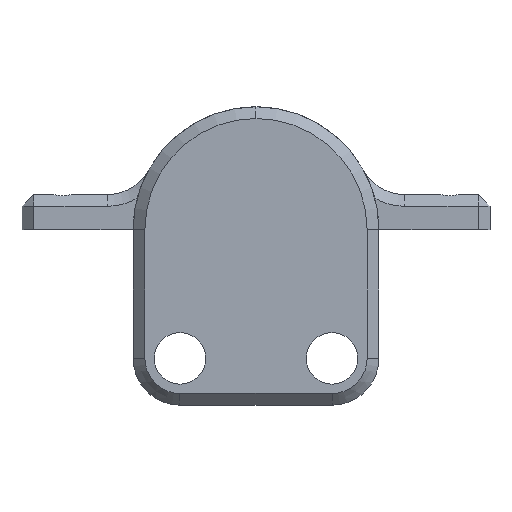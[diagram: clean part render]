
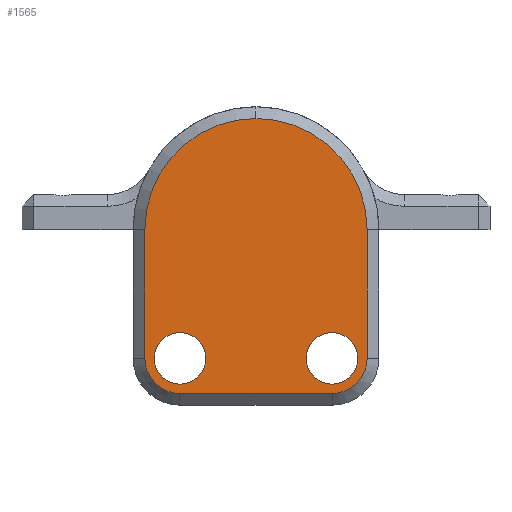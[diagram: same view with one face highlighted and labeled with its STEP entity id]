
A CAD part, front view. The second image highlights one B-rep face of the part: STEP entity #1565.
In plain terms, the highlighted planar face has unit normal (0, -1, 0).
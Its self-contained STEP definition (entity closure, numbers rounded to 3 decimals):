
#9 = FACE_BOUND ( 'NONE', #672, .T. ) ;
#13 = VERTEX_POINT ( 'NONE', #1389 ) ;
#78 = DIRECTION ( 'NONE',  ( 0., 0., -1. ) ) ;
#84 = CIRCLE ( 'NONE', #1175, 9.5 ) ;
#94 = EDGE_LOOP ( 'NONE', ( #266, #487 ) ) ;
#116 = LINE ( 'NONE', #1379, #1623 ) ;
#117 = CARTESIAN_POINT ( 'NONE',  ( -6.5, -4.575, -13.2 ) ) ;
#122 = AXIS2_PLACEMENT_3D ( 'NONE', #361, #967, #1130 ) ;
#159 = FACE_OUTER_BOUND ( 'NONE', #531, .T. ) ;
#172 = LINE ( 'NONE', #314, #1833 ) ;
#177 = CARTESIAN_POINT ( 'NONE',  ( 9.5, -4.575, 0. ) ) ;
#190 = DIRECTION ( 'NONE',  ( 0., -1., 0. ) ) ;
#197 = CARTESIAN_POINT ( 'NONE',  ( 0., -4.575, 9.5 ) ) ;
#266 = ORIENTED_EDGE ( 'NONE', *, *, #1359, .F. ) ;
#287 = CARTESIAN_POINT ( 'NONE',  ( -9.5, -4.575, -11. ) ) ;
#300 = ORIENTED_EDGE ( 'NONE', *, *, #339, .T. ) ;
#309 = CARTESIAN_POINT ( 'NONE',  ( 0., -4.575, 0. ) ) ;
#310 = ORIENTED_EDGE ( 'NONE', *, *, #1240, .T. ) ;
#314 = CARTESIAN_POINT ( 'NONE',  ( 9.5, -4.575, 0. ) ) ;
#322 = FACE_BOUND ( 'NONE', #94, .T. ) ;
#329 = VERTEX_POINT ( 'NONE', #428 ) ;
#339 = EDGE_CURVE ( 'NONE', #849, #395, #116, .T. ) ;
#341 = CARTESIAN_POINT ( 'NONE',  ( -6.5, -4.575, -11. ) ) ;
#348 = CARTESIAN_POINT ( 'NONE',  ( 6.5, -4.575, -8.8 ) ) ;
#361 = CARTESIAN_POINT ( 'NONE',  ( -6.5, -4.575, -11. ) ) ;
#395 = VERTEX_POINT ( 'NONE', #287 ) ;
#428 = CARTESIAN_POINT ( 'NONE',  ( -6.5, -4.575, -8.8 ) ) ;
#470 = CARTESIAN_POINT ( 'NONE',  ( -9.5, -4.575, 0. ) ) ;
#477 = CARTESIAN_POINT ( 'NONE',  ( 6.5, -4.575, -11. ) ) ;
#487 = ORIENTED_EDGE ( 'NONE', *, *, #534, .F. ) ;
#489 = DIRECTION ( 'NONE',  ( 0., 0., -1. ) ) ;
#500 = DIRECTION ( 'NONE',  ( 0., -1., 0. ) ) ;
#531 = EDGE_LOOP ( 'NONE', ( #1005, #656, #310, #1274, #1512, #1163, #300 ) ) ;
#534 = EDGE_CURVE ( 'NONE', #329, #1493, #1377, .T. ) ;
#583 = EDGE_CURVE ( 'NONE', #395, #1577, #1479, .T. ) ;
#606 = CIRCLE ( 'NONE', #635, 2.2 ) ;
#612 = CARTESIAN_POINT ( 'NONE',  ( 6.5, -4.575, -11. ) ) ;
#614 = DIRECTION ( 'NONE',  ( 0., 0., -1. ) ) ;
#635 = AXIS2_PLACEMENT_3D ( 'NONE', #1783, #1638, #848 ) ;
#655 = EDGE_CURVE ( 'NONE', #1577, #13, #1187, .T. ) ;
#656 = ORIENTED_EDGE ( 'NONE', *, *, #655, .T. ) ;
#670 = CARTESIAN_POINT ( 'NONE',  ( 6.5, -4.575, -13.2 ) ) ;
#672 = EDGE_LOOP ( 'NONE', ( #1192, #760 ) ) ;
#681 = DIRECTION ( 'NONE',  ( 0., -1., 0. ) ) ;
#749 = AXIS2_PLACEMENT_3D ( 'NONE', #1126, #2032, #614 ) ;
#760 = ORIENTED_EDGE ( 'NONE', *, *, #1578, .F. ) ;
#764 = VECTOR ( 'NONE', #866, 1000. ) ;
#767 = CIRCLE ( 'NONE', #906, 2.2 ) ;
#782 = DIRECTION ( 'NONE',  ( 0., 0., 1. ) ) ;
#798 = EDGE_CURVE ( 'NONE', #1723, #1586, #172, .T. ) ;
#845 = CARTESIAN_POINT ( 'NONE',  ( 9.5, -4.575, -11. ) ) ;
#848 = DIRECTION ( 'NONE',  ( 0., 0., -1. ) ) ;
#849 = VERTEX_POINT ( 'NONE', #470 ) ;
#855 = CIRCLE ( 'NONE', #1842, 3. ) ;
#866 = DIRECTION ( 'NONE',  ( 1., 0., 0. ) ) ;
#878 = EDGE_CURVE ( 'NONE', #1732, #849, #84, .T. ) ;
#906 = AXIS2_PLACEMENT_3D ( 'NONE', #612, #1740, #921 ) ;
#921 = DIRECTION ( 'NONE',  ( 0., 0., -1. ) ) ;
#944 = CARTESIAN_POINT ( 'NONE',  ( -6.5, -4.575, -14. ) ) ;
#967 = DIRECTION ( 'NONE',  ( 0., -1., 0. ) ) ;
#1005 = ORIENTED_EDGE ( 'NONE', *, *, #583, .T. ) ;
#1099 = PLANE ( 'NONE',  #1303 ) ;
#1114 = CIRCLE ( 'NONE', #749, 2.2 ) ;
#1126 = CARTESIAN_POINT ( 'NONE',  ( 6.5, -4.575, -11. ) ) ;
#1130 = DIRECTION ( 'NONE',  ( 0., 0., -1. ) ) ;
#1133 = DIRECTION ( 'NONE',  ( 0., 0., -1. ) ) ;
#1163 = ORIENTED_EDGE ( 'NONE', *, *, #878, .T. ) ;
#1170 = DIRECTION ( 'NONE',  ( 0., 0., -1. ) ) ;
#1175 = AXIS2_PLACEMENT_3D ( 'NONE', #1962, #681, #1170 ) ;
#1187 = LINE ( 'NONE', #1193, #764 ) ;
#1192 = ORIENTED_EDGE ( 'NONE', *, *, #1269, .F. ) ;
#1193 = CARTESIAN_POINT ( 'NONE',  ( 6.5, -4.575, -14. ) ) ;
#1218 = CIRCLE ( 'NONE', #1938, 9.5 ) ;
#1240 = EDGE_CURVE ( 'NONE', #13, #1723, #855, .T. ) ;
#1255 = DIRECTION ( 'NONE',  ( 0., -1., 0. ) ) ;
#1269 = EDGE_CURVE ( 'NONE', #2014, #2045, #1114, .T. ) ;
#1274 = ORIENTED_EDGE ( 'NONE', *, *, #798, .T. ) ;
#1303 = AXIS2_PLACEMENT_3D ( 'NONE', #309, #1255, #489 ) ;
#1327 = EDGE_CURVE ( 'NONE', #1586, #1732, #1218, .T. ) ;
#1359 = EDGE_CURVE ( 'NONE', #1493, #329, #606, .T. ) ;
#1377 = CIRCLE ( 'NONE', #122, 2.2 ) ;
#1379 = CARTESIAN_POINT ( 'NONE',  ( -9.5, -4.575, -11. ) ) ;
#1389 = CARTESIAN_POINT ( 'NONE',  ( 6.5, -4.575, -14. ) ) ;
#1400 = DIRECTION ( 'NONE',  ( 0., -1., 0. ) ) ;
#1479 = CIRCLE ( 'NONE', #1739, 3. ) ;
#1493 = VERTEX_POINT ( 'NONE', #117 ) ;
#1512 = ORIENTED_EDGE ( 'NONE', *, *, #1327, .T. ) ;
#1548 = DIRECTION ( 'NONE',  ( 0., 0., -1. ) ) ;
#1565 = ADVANCED_FACE ( 'NONE', ( #159, #322, #9 ), #1099, .T. ) ;
#1577 = VERTEX_POINT ( 'NONE', #944 ) ;
#1578 = EDGE_CURVE ( 'NONE', #2045, #2014, #767, .T. ) ;
#1586 = VERTEX_POINT ( 'NONE', #177 ) ;
#1623 = VECTOR ( 'NONE', #78, 1000. ) ;
#1638 = DIRECTION ( 'NONE',  ( 0., -1., 0. ) ) ;
#1723 = VERTEX_POINT ( 'NONE', #845 ) ;
#1732 = VERTEX_POINT ( 'NONE', #197 ) ;
#1739 = AXIS2_PLACEMENT_3D ( 'NONE', #341, #500, #1790 ) ;
#1740 = DIRECTION ( 'NONE',  ( 0., -1., 0. ) ) ;
#1774 = CARTESIAN_POINT ( 'NONE',  ( 0., -4.575, 0. ) ) ;
#1783 = CARTESIAN_POINT ( 'NONE',  ( -6.5, -4.575, -11. ) ) ;
#1790 = DIRECTION ( 'NONE',  ( 0., 0., -1. ) ) ;
#1833 = VECTOR ( 'NONE', #782, 1000. ) ;
#1842 = AXIS2_PLACEMENT_3D ( 'NONE', #477, #1400, #1548 ) ;
#1938 = AXIS2_PLACEMENT_3D ( 'NONE', #1774, #190, #1133 ) ;
#1962 = CARTESIAN_POINT ( 'NONE',  ( 0., -4.575, 0. ) ) ;
#2014 = VERTEX_POINT ( 'NONE', #670 ) ;
#2032 = DIRECTION ( 'NONE',  ( 0., -1., 0. ) ) ;
#2045 = VERTEX_POINT ( 'NONE', #348 ) ;
